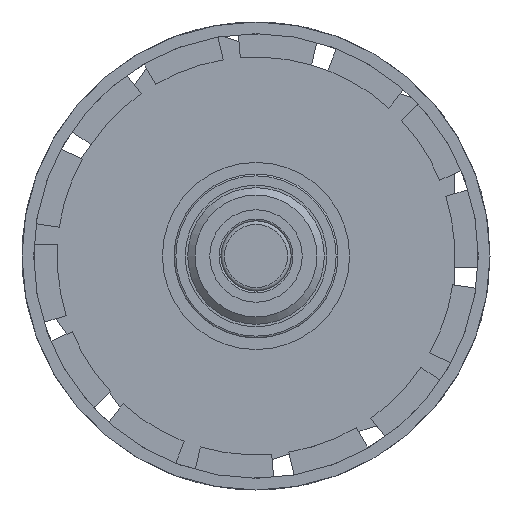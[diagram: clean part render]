
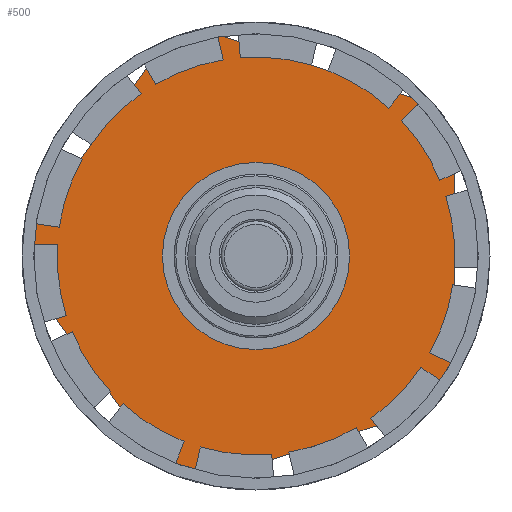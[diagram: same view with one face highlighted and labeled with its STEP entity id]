
A CAD part, front view. The second image highlights one B-rep face of the part: STEP entity #500.
In plain terms, the highlighted planar face has unit normal (0, -1, 0).
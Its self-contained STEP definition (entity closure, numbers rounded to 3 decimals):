
#388=CARTESIAN_POINT('',(0.,13.1,0.));
#389=DIRECTION('',(0.,-1.,-0.));
#390=DIRECTION('',(-1.,-0.,-0.));
#391=AXIS2_PLACEMENT_3D('',#388,#389,#390);
#392=PLANE('',#391);
#393=CARTESIAN_POINT('',(8.495,13.1,4.253));
#394=VERTEX_POINT('',#393);
#395=CARTESIAN_POINT('',(8.495,13.1,-4.253));
#396=VERTEX_POINT('',#395);
#397=CARTESIAN_POINT('',(8.495,13.1,4.253));
#398=DIRECTION('',(0.,0.,-1.));
#399=VECTOR('',#398,8.507);
#400=LINE('',#397,#399);
#401=EDGE_CURVE('',#394,#396,#400,.T.);
#402=ORIENTED_EDGE('',*,*,#401,.F.);
#403=CARTESIAN_POINT('',(6.67,13.1,6.765));
#404=VERTEX_POINT('',#403);
#405=CARTESIAN_POINT('',(0.,13.1,0.));
#406=DIRECTION('',(-0.,1.,0.));
#407=DIRECTION('',(-1.,-0.,-0.));
#408=AXIS2_PLACEMENT_3D('',#405,#406,#407);
#409=CIRCLE('',#408,9.5);
#410=EDGE_CURVE('',#404,#394,#409,.T.);
#411=ORIENTED_EDGE('',*,*,#410,.F.);
#412=CARTESIAN_POINT('',(-1.42,13.1,9.393));
#413=VERTEX_POINT('',#412);
#414=CARTESIAN_POINT('',(-1.42,13.1,9.393));
#415=DIRECTION('',(0.951,0.,-0.309));
#416=VECTOR('',#415,8.507);
#417=LINE('',#414,#416);
#418=EDGE_CURVE('',#413,#404,#417,.T.);
#419=ORIENTED_EDGE('',*,*,#418,.F.);
#420=CARTESIAN_POINT('',(-4.372,13.1,8.434));
#421=VERTEX_POINT('',#420);
#422=CARTESIAN_POINT('',(0.,13.1,0.));
#423=DIRECTION('',(-0.,1.,0.));
#424=DIRECTION('',(-1.,-0.,-0.));
#425=AXIS2_PLACEMENT_3D('',#422,#423,#424);
#426=CIRCLE('',#425,9.5);
#427=EDGE_CURVE('',#421,#413,#426,.T.);
#428=ORIENTED_EDGE('',*,*,#427,.F.);
#429=CARTESIAN_POINT('',(-9.372,13.1,1.552));
#430=VERTEX_POINT('',#429);
#431=CARTESIAN_POINT('',(-9.372,13.1,1.552));
#432=DIRECTION('',(0.588,0.,0.809));
#433=VECTOR('',#432,8.507);
#434=LINE('',#431,#433);
#435=EDGE_CURVE('',#430,#421,#434,.T.);
#436=ORIENTED_EDGE('',*,*,#435,.F.);
#437=CARTESIAN_POINT('',(-9.372,13.1,-1.552));
#438=VERTEX_POINT('',#437);
#439=CARTESIAN_POINT('',(0.,13.1,0.));
#440=DIRECTION('',(-0.,1.,0.));
#441=DIRECTION('',(-1.,-0.,-0.));
#442=AXIS2_PLACEMENT_3D('',#439,#440,#441);
#443=CIRCLE('',#442,9.5);
#444=EDGE_CURVE('',#438,#430,#443,.T.);
#445=ORIENTED_EDGE('',*,*,#444,.F.);
#446=CARTESIAN_POINT('',(-4.372,13.1,-8.434));
#447=VERTEX_POINT('',#446);
#448=CARTESIAN_POINT('',(-4.372,13.1,-8.434));
#449=DIRECTION('',(-0.588,-0.,0.809));
#450=VECTOR('',#449,8.507);
#451=LINE('',#448,#450);
#452=EDGE_CURVE('',#447,#438,#451,.T.);
#453=ORIENTED_EDGE('',*,*,#452,.F.);
#454=CARTESIAN_POINT('',(-1.42,13.1,-9.393));
#455=VERTEX_POINT('',#454);
#456=CARTESIAN_POINT('',(0.,13.1,0.));
#457=DIRECTION('',(-0.,1.,0.));
#458=DIRECTION('',(-1.,-0.,-0.));
#459=AXIS2_PLACEMENT_3D('',#456,#457,#458);
#460=CIRCLE('',#459,9.5);
#461=EDGE_CURVE('',#455,#447,#460,.T.);
#462=ORIENTED_EDGE('',*,*,#461,.F.);
#463=CARTESIAN_POINT('',(6.67,13.1,-6.765));
#464=VERTEX_POINT('',#463);
#465=CARTESIAN_POINT('',(6.67,13.1,-6.765));
#466=DIRECTION('',(-0.951,-0.,-0.309));
#467=VECTOR('',#466,8.507);
#468=LINE('',#465,#467);
#469=EDGE_CURVE('',#464,#455,#468,.T.);
#470=ORIENTED_EDGE('',*,*,#469,.F.);
#471=CARTESIAN_POINT('',(0.,13.1,0.));
#472=DIRECTION('',(-0.,1.,0.));
#473=DIRECTION('',(-1.,-0.,-0.));
#474=AXIS2_PLACEMENT_3D('',#471,#472,#473);
#475=CIRCLE('',#474,9.5);
#476=EDGE_CURVE('',#396,#464,#475,.T.);
#477=ORIENTED_EDGE('',*,*,#476,.F.);
#478=EDGE_LOOP('',(#402,#411,#419,#428,#436,#445,#453,#462,#470,#477));
#479=FACE_BOUND('',#478,.T.);
#480=CARTESIAN_POINT('',(4.,13.1,0.));
#481=VERTEX_POINT('',#480);
#482=CARTESIAN_POINT('',(-4.,13.1,0.));
#483=VERTEX_POINT('',#482);
#484=CARTESIAN_POINT('',(0.,13.1,0.));
#485=DIRECTION('',(0.,-1.,-0.));
#486=DIRECTION('',(-1.,-0.,-0.));
#487=AXIS2_PLACEMENT_3D('',#484,#485,#486);
#488=CIRCLE('',#487,4.);
#489=EDGE_CURVE('',#481,#483,#488,.T.);
#490=ORIENTED_EDGE('',*,*,#489,.F.);
#491=CARTESIAN_POINT('',(0.,13.1,0.));
#492=DIRECTION('',(0.,-1.,-0.));
#493=DIRECTION('',(-1.,-0.,-0.));
#494=AXIS2_PLACEMENT_3D('',#491,#492,#493);
#495=CIRCLE('',#494,4.);
#496=EDGE_CURVE('',#483,#481,#495,.T.);
#497=ORIENTED_EDGE('',*,*,#496,.F.);
#498=EDGE_LOOP('',(#490,#497));
#499=FACE_BOUND('',#498,.T.);
#500=ADVANCED_FACE('',(#479,#499),#392,.T.);
